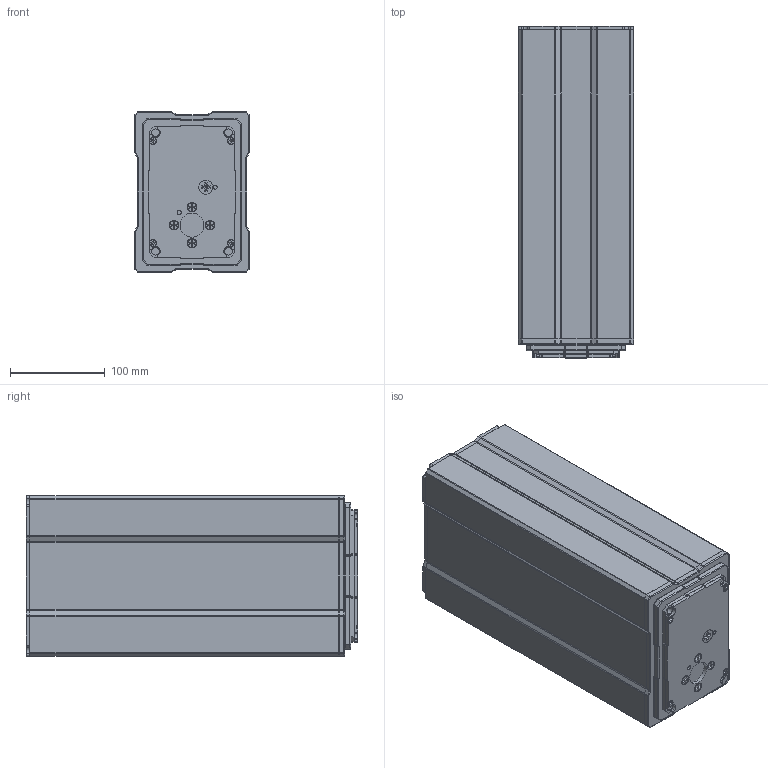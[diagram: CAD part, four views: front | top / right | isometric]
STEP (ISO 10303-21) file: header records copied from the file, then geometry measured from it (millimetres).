
FILE_DESCRIPTION (( 'STEP AP203' ), '1' );
FILE_NAME ('3D_TL17.STEP', '2016-10-26T02:59:00', ( 'Phil Lee' ), ( 'Toshiba' ), 'SwSTEP 2.0', 'SolidWorks 2015', '' );
FILE_SCHEMA (( 'CONFIG_CONTROL_DESIGN' ));
Length unit declared in the file: millimetre
Products named in the file (1): 3D_TL17
Bounding box: 121.4 x 350 x 169.41 mm (x, y, z)
Volume: 6846259.3 mm3; surface area: 324001.4 mm2
Topology: 4 solids, 4 shells, 830 faces, 2193 edges, 1400 vertices
Faces by surface type: plane 429, cylinder 287, cone 72, torus 26, sphere 16
Entity records: 25562 total; most frequent: DIRECTION 4509, CARTESIAN_POINT 4444, ORIENTED_EDGE 4354, EDGE_CURVE 2177, AXIS2_PLACEMENT_3D 1513, VECTOR 1483, LINE 1483, VERTEX_POINT 1400
